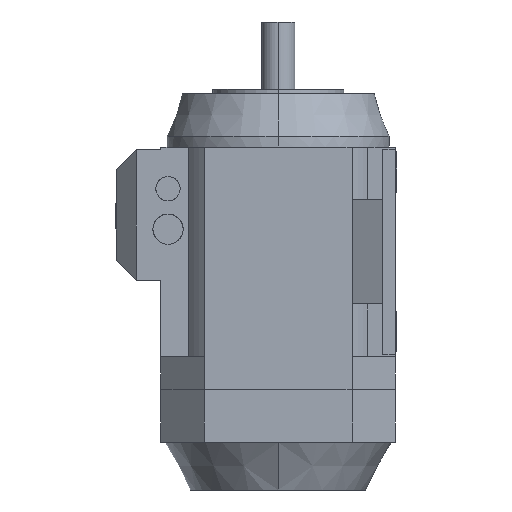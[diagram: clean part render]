
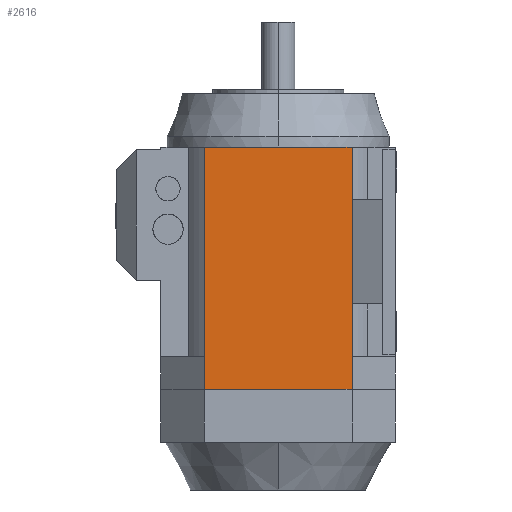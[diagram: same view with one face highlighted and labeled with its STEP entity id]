
A CAD part, left-side view. The second image highlights one B-rep face of the part: STEP entity #2616.
In plain terms, the highlighted planar face has unit normal (-1, 0, 0).
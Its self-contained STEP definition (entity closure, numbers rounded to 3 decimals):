
#277=PLANE('',#8660);
#2616=ADVANCED_FACE('',(#2835),#277,.T.);
#2835=FACE_OUTER_BOUND('',#3101,.T.);
#3101=EDGE_LOOP('',(#5739,#5740,#5741,#5742));
#3753=LINE('',#13425,#4621);
#3754=LINE('',#13428,#4622);
#3755=LINE('',#13430,#4623);
#3756=LINE('',#13432,#4624);
#4621=VECTOR('',#9822,1.);
#4622=VECTOR('',#9823,1.);
#4623=VECTOR('',#9824,1.);
#4624=VECTOR('',#9825,1.);
#5739=ORIENTED_EDGE('',*,*,#7975,.T.);
#5740=ORIENTED_EDGE('',*,*,#7976,.T.);
#5741=ORIENTED_EDGE('',*,*,#7977,.T.);
#5742=ORIENTED_EDGE('',*,*,#7978,.T.);
#6857=VERTEX_POINT('',#13426);
#6858=VERTEX_POINT('',#13427);
#6859=VERTEX_POINT('',#13429);
#6860=VERTEX_POINT('',#13431);
#7975=EDGE_CURVE('',#6857,#6858,#3753,.T.);
#7976=EDGE_CURVE('',#6858,#6859,#3754,.T.);
#7977=EDGE_CURVE('',#6859,#6860,#3755,.T.);
#7978=EDGE_CURVE('',#6860,#6857,#3756,.T.);
#8660=AXIS2_PLACEMENT_3D('',#13433,#9826,#9827);
#9822=DIRECTION('',(0.,0.,1.));
#9823=DIRECTION('',(0.,1.,0.));
#9824=DIRECTION('',(0.,0.,-1.));
#9825=DIRECTION('',(0.,-1.,0.));
#9826=DIRECTION('',(-1.,0.,0.));
#9827=DIRECTION('',(0.,0.,1.));
#13425=CARTESIAN_POINT('',(-98.5,-62.013,0.));
#13426=CARTESIAN_POINT('',(-98.5,-62.013,0.));
#13427=CARTESIAN_POINT('',(-98.5,-62.013,203.5));
#13428=CARTESIAN_POINT('',(-98.5,-62.013,203.5));
#13429=CARTESIAN_POINT('',(-98.5,62.013,203.5));
#13430=CARTESIAN_POINT('',(-98.5,62.013,0.));
#13431=CARTESIAN_POINT('',(-98.5,62.013,0.));
#13432=CARTESIAN_POINT('',(-98.5,-62.013,0.));
#13433=CARTESIAN_POINT('',(-98.5,-62.013,0.));
